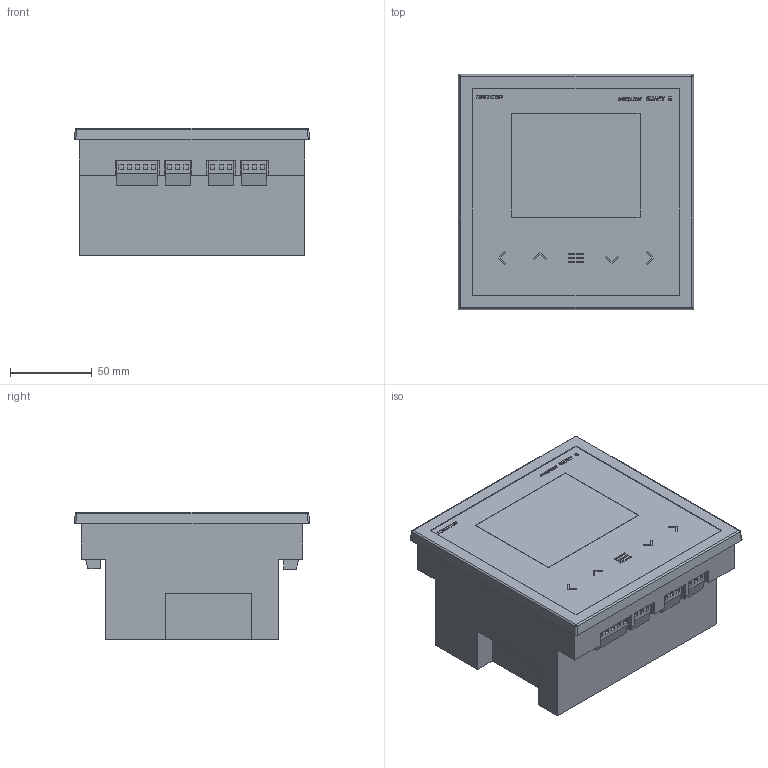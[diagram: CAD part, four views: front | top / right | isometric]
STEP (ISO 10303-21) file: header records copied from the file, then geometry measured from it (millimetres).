
FILE_DESCRIPTION((''),'2;1');
FILE_NAME('SMART_III','2017-11-09T',('mpoy'),(''),'CREO PARAMETRIC BY PTC INC, 2015290','CREO PARAMETRIC BY PTC INC, 2015290','');
FILE_SCHEMA(('AUTOMOTIVE_DESIGN { 1 0 10303 214 1 1 1 1 }'));
Length unit declared in the file: millimetre
Products named in the file (1): SMART_III
Bounding box: 144 x 144 x 77.95 mm (x, y, z)
Volume: 1221556.3 mm3; surface area: 95164.3 mm2
Topology: 1 solids, 1 shells, 1052 faces, 2721 edges, 1810 vertices
Faces by surface type: plane 914, cylinder 134, sphere 4
Entity records: 41581 total; most frequent: CARTESIAN_POINT 5593, ORIENTED_EDGE 5442, DIRECTION 5085, PRESENTATION_STYLE_ASSIGNMENT 2722, STYLED_ITEM 2722, CURVE_STYLE 2721, EDGE_CURVE 2721, VECTOR 2453
